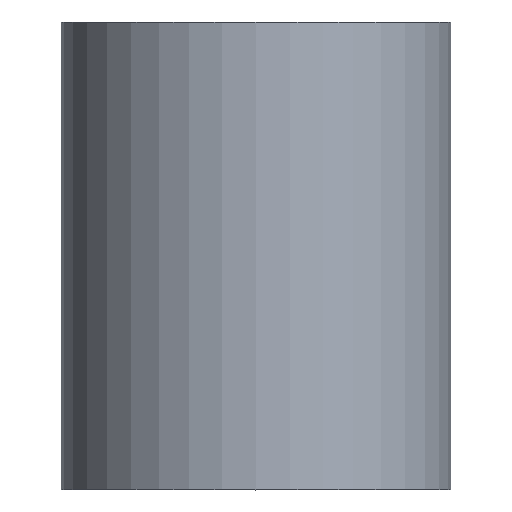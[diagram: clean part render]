
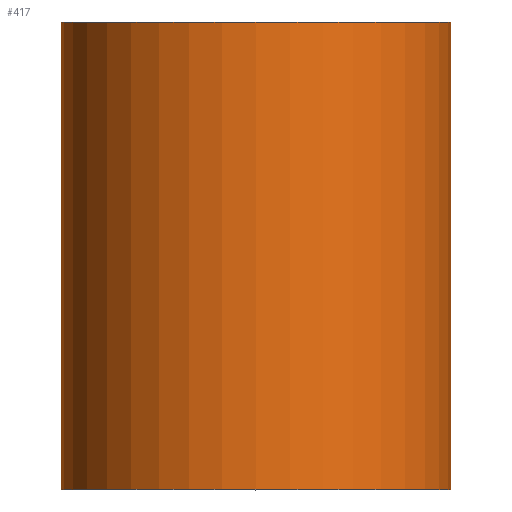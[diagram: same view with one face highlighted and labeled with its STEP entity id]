
A CAD part, top view. The second image highlights one B-rep face of the part: STEP entity #417.
In plain terms, the highlighted cylindrical face has radius 12.5 mm (diameter 25 mm), a partial arc.
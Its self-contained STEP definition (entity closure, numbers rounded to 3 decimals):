
#187=EDGE_CURVE('',#261,#235,#491,.T.);
#235=VERTEX_POINT('',#543);
#261=VERTEX_POINT('',#573);
#297=EDGE_CURVE('',#421,#235,#617,.T.);
#329=EDGE_CURVE('',#261,#389,#653,.T.);
#375=EDGE_CURVE('',#421,#389,#704,.T.);
#389=VERTEX_POINT('',#721);
#417=ADVANCED_FACE('',(#753),#754,.T.);
#421=VERTEX_POINT('',#758);
#491=LINE('',#831,#832);
#543=CARTESIAN_POINT('',(12.5,0.,0.));
#573=CARTESIAN_POINT('',(12.5,-30.0,0.));
#617=CIRCLE('',#995,12.5);
#653=CIRCLE('',#1041,12.5);
#704=LINE('',#1109,#1110);
#721=CARTESIAN_POINT('',(-12.5,-30.0,0.0));
#753=FACE_OUTER_BOUND('',#1168,.T.);
#754=CYLINDRICAL_SURFACE('',#1169,12.5);
#758=CARTESIAN_POINT('',(-12.5,0.,0.0));
#831=CARTESIAN_POINT('',(12.5,-15.0,0.));
#832=VECTOR('',#1238,1.0);
#995=AXIS2_PLACEMENT_3D('',#1370,#1371,#1372);
#1041=AXIS2_PLACEMENT_3D('',#1427,#1428,#1429);
#1109=CARTESIAN_POINT('',(-12.5,-15.0,0.));
#1110=VECTOR('',#1496,1.0);
#1168=EDGE_LOOP('',(#1560,#1561,#1562,#1563));
#1169=AXIS2_PLACEMENT_3D('',#1564,#1565,#1566);
#1238=DIRECTION('',(0.,1.0,-0.0));
#1370=CARTESIAN_POINT('',(0.0,0.0,0.0));
#1371=DIRECTION('',(0.,1.0,0.0));
#1372=DIRECTION('',(-1.0,0.,0.0));
#1427=CARTESIAN_POINT('',(0.,-30.0,0.0));
#1428=DIRECTION('',(0.,-1.0,0.0));
#1429=DIRECTION('',(-1.0,0.,0.0));
#1496=DIRECTION('',(0.,-1.0,0.0));
#1560=ORIENTED_EDGE('',*,*,#375,.T.);
#1561=ORIENTED_EDGE('',*,*,#329,.F.);
#1562=ORIENTED_EDGE('',*,*,#187,.T.);
#1563=ORIENTED_EDGE('',*,*,#297,.F.);
#1564=CARTESIAN_POINT('',(0.,-15.0,0.0));
#1565=DIRECTION('',(0.,1.0,-0.0));
#1566=DIRECTION('',(-1.0,0.,0.0));
